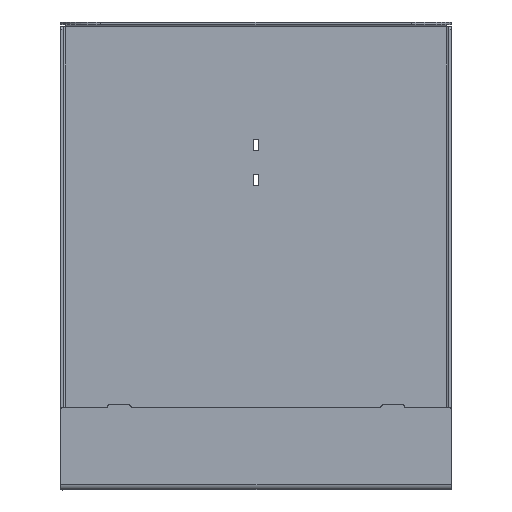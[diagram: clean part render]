
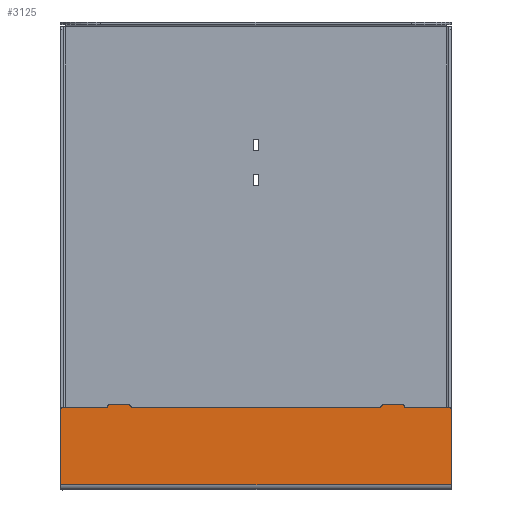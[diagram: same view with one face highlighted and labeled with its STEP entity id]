
A CAD part, top view. The second image highlights one B-rep face of the part: STEP entity #3125.
In plain terms, the highlighted planar face has unit normal (0, 0, 1).
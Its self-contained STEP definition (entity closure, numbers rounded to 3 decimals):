
#183=PLANE('',#3464);
#337=FACE_OUTER_BOUND('',#591,.T.);
#591=EDGE_LOOP('',(#2851,#2852,#2853,#2854,#2855,#2856,#2857,#2858,#2859,
#2860,#2861,#2862,#2863,#2864,#2865,#2866,#2867,#2868));
#778=LINE('',#5018,#1046);
#782=LINE('',#5028,#1050);
#786=LINE('',#5037,#1054);
#790=LINE('',#5046,#1058);
#797=LINE('',#5063,#1065);
#799=LINE('',#5068,#1067);
#802=LINE('',#5078,#1070);
#807=LINE('',#5087,#1075);
#852=LINE('',#5229,#1120);
#854=LINE('',#5237,#1122);
#859=LINE('',#5252,#1127);
#860=LINE('',#5258,#1128);
#1046=VECTOR('',#4110,10.);
#1050=VECTOR('',#4118,10.);
#1054=VECTOR('',#4124,10.);
#1058=VECTOR('',#4130,10.);
#1065=VECTOR('',#4147,10.);
#1067=VECTOR('',#4151,10.);
#1070=VECTOR('',#4162,10.);
#1075=VECTOR('',#4169,10.);
#1120=VECTOR('',#4340,10.);
#1122=VECTOR('',#4350,10.);
#1127=VECTOR('',#4369,10.);
#1128=VECTOR('',#4378,10.);
#1266=CIRCLE('',#3385,1.524);
#1268=CIRCLE('',#3390,1.524);
#1293=CIRCLE('',#3452,1.);
#1296=CIRCLE('',#3457,1.);
#1299=CIRCLE('',#3463,1.);
#1300=CIRCLE('',#3465,1.);
#1434=VERTEX_POINT('',#4714);
#1515=VERTEX_POINT('',#5017);
#1517=VERTEX_POINT('',#5022);
#1519=VERTEX_POINT('',#5026);
#1520=VERTEX_POINT('',#5030);
#1523=VERTEX_POINT('',#5035);
#1525=VERTEX_POINT('',#5040);
#1527=VERTEX_POINT('',#5044);
#1530=VERTEX_POINT('',#5057);
#1532=VERTEX_POINT('',#5061);
#1533=VERTEX_POINT('',#5065);
#1535=VERTEX_POINT('',#5074);
#1537=VERTEX_POINT('',#5077);
#1540=VERTEX_POINT('',#5084);
#1574=VERTEX_POINT('',#5226);
#1575=VERTEX_POINT('',#5234);
#1579=VERTEX_POINT('',#5250);
#1580=VERTEX_POINT('',#5256);
#1892=EDGE_CURVE('',#1515,#1434,#778,.T.);
#1897=EDGE_CURVE('',#1519,#1517,#782,.T.);
#1901=EDGE_CURVE('',#1520,#1523,#786,.T.);
#1905=EDGE_CURVE('',#1527,#1525,#790,.T.);
#1913=EDGE_CURVE('',#1530,#1532,#797,.T.);
#1915=EDGE_CURVE('',#1434,#1533,#799,.F.);
#1918=EDGE_CURVE('',#1530,#1533,#1266,.T.);
#1920=EDGE_CURVE('',#1537,#1535,#802,.T.);
#1925=EDGE_CURVE('',#1540,#1515,#807,.F.);
#1927=EDGE_CURVE('',#1540,#1535,#1268,.T.);
#1996=EDGE_CURVE('',#1537,#1574,#852,.T.);
#1997=EDGE_CURVE('',#1574,#1519,#1293,.T.);
#2000=EDGE_CURVE('',#1523,#1575,#854,.F.);
#2003=EDGE_CURVE('',#1517,#1575,#1296,.T.);
#2009=EDGE_CURVE('',#1520,#1579,#859,.T.);
#2010=EDGE_CURVE('',#1579,#1527,#1299,.T.);
#2011=EDGE_CURVE('',#1525,#1580,#1300,.T.);
#2012=EDGE_CURVE('',#1532,#1580,#860,.F.);
#2851=ORIENTED_EDGE('',*,*,#2011,.F.);
#2852=ORIENTED_EDGE('',*,*,#1905,.F.);
#2853=ORIENTED_EDGE('',*,*,#2010,.F.);
#2854=ORIENTED_EDGE('',*,*,#2009,.F.);
#2855=ORIENTED_EDGE('',*,*,#1901,.T.);
#2856=ORIENTED_EDGE('',*,*,#2000,.T.);
#2857=ORIENTED_EDGE('',*,*,#2003,.F.);
#2858=ORIENTED_EDGE('',*,*,#1897,.F.);
#2859=ORIENTED_EDGE('',*,*,#1997,.F.);
#2860=ORIENTED_EDGE('',*,*,#1996,.F.);
#2861=ORIENTED_EDGE('',*,*,#1920,.T.);
#2862=ORIENTED_EDGE('',*,*,#1927,.F.);
#2863=ORIENTED_EDGE('',*,*,#1925,.T.);
#2864=ORIENTED_EDGE('',*,*,#1892,.T.);
#2865=ORIENTED_EDGE('',*,*,#1915,.T.);
#2866=ORIENTED_EDGE('',*,*,#1918,.F.);
#2867=ORIENTED_EDGE('',*,*,#1913,.T.);
#2868=ORIENTED_EDGE('',*,*,#2012,.T.);
#3125=ADVANCED_FACE('',(#337),#183,.T.);
#3385=AXIS2_PLACEMENT_3D('',#5072,#4157,#4158);
#3390=AXIS2_PLACEMENT_3D('',#5090,#4174,#4175);
#3452=AXIS2_PLACEMENT_3D('',#5231,#4343,#4344);
#3457=AXIS2_PLACEMENT_3D('',#5241,#4356,#4357);
#3463=AXIS2_PLACEMENT_3D('',#5254,#4372,#4373);
#3464=AXIS2_PLACEMENT_3D('',#5255,#4374,#4375);
#3465=AXIS2_PLACEMENT_3D('',#5257,#4376,#4377);
#4110=DIRECTION('',(1.,0.,0.));
#4118=DIRECTION('',(1.,0.,0.));
#4124=DIRECTION('',(-1.,0.,0.));
#4130=DIRECTION('',(1.,0.,0.));
#4147=DIRECTION('',(-1.,0.,0.));
#4151=DIRECTION('',(0.,-1.,0.));
#4157=DIRECTION('center_axis',(0.,0.,
-1.));
#4158=DIRECTION('ref_axis',(0.707,0.707,0.));
#4162=DIRECTION('',(-1.,0.,0.));
#4169=DIRECTION('',(0.,1.,0.));
#4174=DIRECTION('center_axis',(0.,0.,
-1.));
#4175=DIRECTION('ref_axis',(-0.707,0.707,0.));
#4340=DIRECTION('',(0.,1.,0.));
#4343=DIRECTION('center_axis',(0.,0.,
-1.));
#4344=DIRECTION('ref_axis',(-0.707,0.707,0.));
#4350=DIRECTION('',(0.,-1.,0.));
#4356=DIRECTION('center_axis',(0.,0.,
-1.));
#4357=DIRECTION('ref_axis',(0.707,0.707,0.));
#4369=DIRECTION('',(0.,1.,0.));
#4372=DIRECTION('center_axis',(0.,0.,
-1.));
#4373=DIRECTION('ref_axis',(-0.707,0.707,0.));
#4374=DIRECTION('center_axis',(0.,0.,
1.));
#4375=DIRECTION('ref_axis',(0.,-1.,0.));
#4376=DIRECTION('center_axis',(0.,0.,
-1.));
#4377=DIRECTION('ref_axis',(0.707,0.707,0.));
#4378=DIRECTION('',(0.,-1.,0.));
#4714=CARTESIAN_POINT('',(135.366,-68.515,-197.198));
#5017=CARTESIAN_POINT('',(-109.074,-68.515,-197.198));
#5018=CARTESIAN_POINT('',(13.146,-68.515,-197.198));
#5022=CARTESIAN_POINT('',(-66.05,-18.712,-197.198));
#5026=CARTESIAN_POINT('',(-78.65,-18.712,-197.198));
#5028=CARTESIAN_POINT('',(-64.85,-18.712,-197.198));
#5030=CARTESIAN_POINT('',(91.342,-20.312,-197.198));
#5035=CARTESIAN_POINT('',(-65.05,-20.312,-197.198));
#5037=CARTESIAN_POINT('',(67.906,-20.312,-197.198));
#5040=CARTESIAN_POINT('',(104.942,-18.712,-197.198));
#5044=CARTESIAN_POINT('',(92.342,-18.712,-197.198));
#5046=CARTESIAN_POINT('',(106.142,-18.712,-197.198));
#5057=CARTESIAN_POINT('',(133.842,-20.312,-197.198));
#5061=CARTESIAN_POINT('',(105.942,-20.312,-197.198));
#5063=CARTESIAN_POINT('',(-96.374,-20.312,-197.198));
#5065=CARTESIAN_POINT('',(135.366,-21.836,-197.198));
#5068=CARTESIAN_POINT('',(135.366,-59.26,-197.198));
#5072=CARTESIAN_POINT('Origin',(133.842,-21.836,-197.198));
#5074=CARTESIAN_POINT('',(-107.55,-20.312,-197.198));
#5077=CARTESIAN_POINT('',(-79.65,-20.312,-197.198));
#5078=CARTESIAN_POINT('',(-96.374,-20.312,-197.198));
#5084=CARTESIAN_POINT('',(-109.074,-21.836,-197.198));
#5087=CARTESIAN_POINT('',(-109.074,-34.628,-197.198));
#5090=CARTESIAN_POINT('Origin',(-107.55,-21.836,-197.198));
#5226=CARTESIAN_POINT('',(-79.65,-19.712,-197.198));
#5229=CARTESIAN_POINT('',(-79.65,-34.628,-197.198));
#5231=CARTESIAN_POINT('Origin',(-78.65,-19.712,-197.198));
#5234=CARTESIAN_POINT('',(-65.05,-19.712,-197.198));
#5237=CARTESIAN_POINT('',(-65.05,-34.628,-197.198));
#5241=CARTESIAN_POINT('Origin',(-66.05,-19.712,-197.198));
#5250=CARTESIAN_POINT('',(91.342,-19.712,-197.198));
#5252=CARTESIAN_POINT('',(91.342,-34.628,-197.198));
#5254=CARTESIAN_POINT('Origin',(92.342,-19.712,-197.198));
#5255=CARTESIAN_POINT('Origin',(13.146,-46.944,-197.198));
#5256=CARTESIAN_POINT('',(105.942,-19.712,-197.198));
#5257=CARTESIAN_POINT('Origin',(104.942,-19.712,-197.198));
#5258=CARTESIAN_POINT('',(105.942,-34.628,-197.198));
